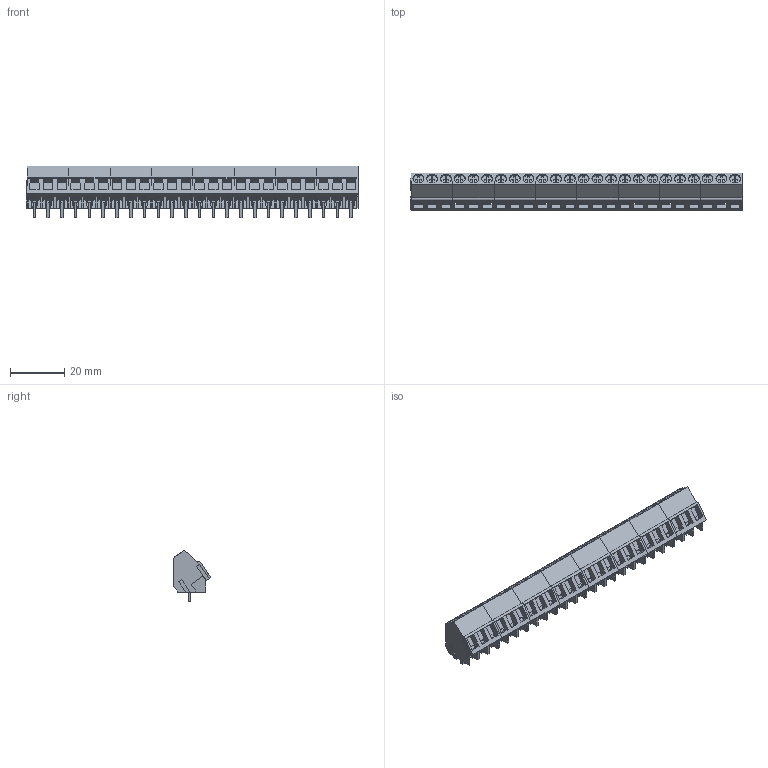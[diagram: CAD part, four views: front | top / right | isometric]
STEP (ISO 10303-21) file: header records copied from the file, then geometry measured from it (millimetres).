
FILE_DESCRIPTION(('CATIA V5 STEP Exchange','CAx-IF Rec.Pracs.--- Model Styling and Organization---1.2---2011-12-15'),'2;1');
FILE_NAME ('D1465173_0_9994750000_9994750000.stp','2018-03-31T05:37:08+00:00',('none'),('Weidmueller'),'CATIA Version 5-6 Release 2014','CATIA V5 STEP AP214','none');
FILE_SCHEMA(('AUTOMOTIVE_DESIGN { 1 0 10303 214 1 1 1 1 }'));
Products named in the file (1): 9994750000
Bounding box: 122.47 x 13.9 x 19 mm (x, y, z)
Volume: 14129 mm3; surface area: 15927.2 mm2
Topology: 56 solids, 56 shells, 1944 faces, 5424 edges, 3616 vertices
Faces by surface type: plane 1792, cylinder 152
Entity records: 59757 total; most frequent: ORIENTED_EDGE 10848, CARTESIAN_POINT 10454, DIRECTION 8223, EDGE_CURVE 5424, VECTOR 5024, LINE 5024, VERTEX_POINT 3616, EDGE_LOOP 2016
